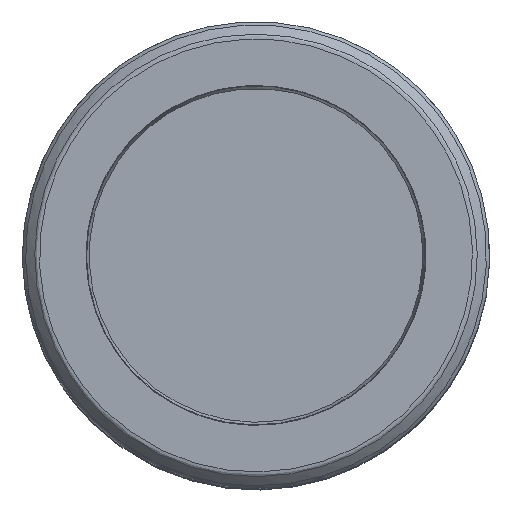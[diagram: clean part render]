
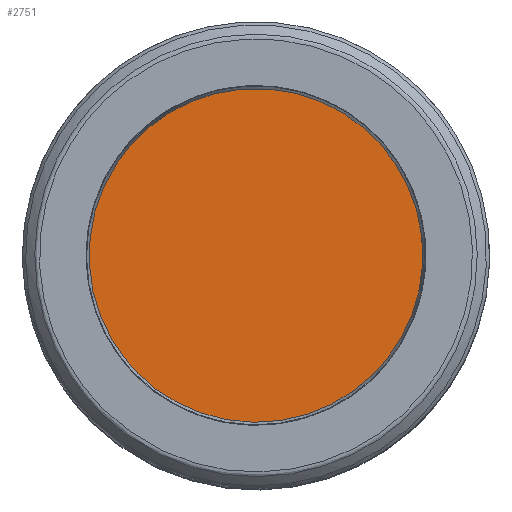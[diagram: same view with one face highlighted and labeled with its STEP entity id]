
A CAD part, top view. The second image highlights one B-rep face of the part: STEP entity #2751.
In plain terms, the highlighted free-form (B-spline) face has degree [1, 1] with [2, 2] control points.
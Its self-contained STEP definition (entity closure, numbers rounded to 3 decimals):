
#2676=CARTESIAN_POINT('',(16.122,0.,0.));
#2677=CARTESIAN_POINT('',(0.,-16.122,0.));
#2678=CARTESIAN_POINT('',(0.,16.122,0.));
#2679=CARTESIAN_POINT('',(-16.122,0.,0.));
#2680=B_SPLINE_SURFACE_WITH_KNOTS('',1,1,((#2676,#2677),(#2678,#2679)),.PLANE_SURF.,.F.,.F.,.U.,(2,2),(2,2),(-1.,2.),(-1.,2.),.UNSPECIFIED.);
#2681=CARTESIAN_POINT('',(-2.98,2.358,0.));
#2682=VERTEX_POINT('',#2681);
#2683=CARTESIAN_POINT('',(2.358,-2.98,0.));
#2684=VERTEX_POINT('',#2683);
#2685=CARTESIAN_POINT('',(-2.98,2.358,0.));
#2686=CARTESIAN_POINT('',(-5.079,-0.295,0.));
#2687=CARTESIAN_POINT('',(-2.687,-2.687,0.));
#2688=CARTESIAN_POINT('',(-0.295,-5.079,0.));
#2689=CARTESIAN_POINT('',(2.358,-2.98,0.));
#2690=(BOUNDED_CURVE()B_SPLINE_CURVE(2,(#2685,#2686,#2687,#2688,#2689),.CIRCULAR_ARC.,.F.,.U.)B_SPLINE_CURVE_WITH_KNOTS((3,2,3),(0.02,0.25,0.48),.UNSPECIFIED.)CURVE()GEOMETRIC_REPRESENTATION_ITEM()RATIONAL_B_SPLINE_CURVE((0.957,0.731,1.,0.731,0.957))REPRESENTATION_ITEM(''));
#2691=EDGE_CURVE('',#2682,#2684,#2690,.T.);
#2692=ORIENTED_EDGE('',*,*,#2691,.T.);
#2693=CARTESIAN_POINT('',(2.291,-2.913,0.));
#2694=VERTEX_POINT('',#2693);
#2695=CARTESIAN_POINT('',(2.291,-2.913,0.));
#2696=CARTESIAN_POINT('',(2.358,-2.98,0.));
#2697=B_SPLINE_CURVE_WITH_KNOTS('',1,(#2695,#2696),.POLYLINE_FORM.,.F.,.U.,(2,2),(0.,0.319),.UNSPECIFIED.);
#2698=EDGE_CURVE('',#2694,#2684,#2697,.T.);
#2699=ORIENTED_EDGE('',*,*,#2698,.F.);
#2700=CARTESIAN_POINT('',(2.913,-2.291,0.));
#2701=VERTEX_POINT('',#2700);
#2702=CARTESIAN_POINT('',(2.913,-2.291,0.));
#2703=CARTESIAN_POINT('',(2.602,-1.98,0.));
#2704=CARTESIAN_POINT('',(2.291,-2.291,0.));
#2705=CARTESIAN_POINT('',(1.98,-2.602,0.));
#2706=CARTESIAN_POINT('',(2.291,-2.913,0.));
#2707=(BOUNDED_CURVE()B_SPLINE_CURVE(2,(#2702,#2703,#2704,#2705,#2706),.CIRCULAR_ARC.,.F.,.U.)B_SPLINE_CURVE_WITH_KNOTS((3,2,3),(0.,0.5,1.),.UNSPECIFIED.)CURVE()GEOMETRIC_REPRESENTATION_ITEM()RATIONAL_B_SPLINE_CURVE((1.,0.707,1.,0.707,1.))REPRESENTATION_ITEM(''));
#2708=EDGE_CURVE('',#2701,#2694,#2707,.T.);
#2709=ORIENTED_EDGE('',*,*,#2708,.F.);
#2710=CARTESIAN_POINT('',(2.98,-2.358,0.));
#2711=VERTEX_POINT('',#2710);
#2712=CARTESIAN_POINT('',(2.98,-2.358,0.));
#2713=CARTESIAN_POINT('',(2.913,-2.291,0.));
#2714=B_SPLINE_CURVE_WITH_KNOTS('',1,(#2712,#2713),.POLYLINE_FORM.,.F.,.U.,(2,2),(0.681,1.),.UNSPECIFIED.);
#2715=EDGE_CURVE('',#2711,#2701,#2714,.T.);
#2716=ORIENTED_EDGE('',*,*,#2715,.F.);
#2717=CARTESIAN_POINT('',(-2.358,2.98,0.));
#2718=VERTEX_POINT('',#2717);
#2719=CARTESIAN_POINT('',(2.98,-2.358,0.));
#2720=CARTESIAN_POINT('',(5.079,0.295,0.));
#2721=CARTESIAN_POINT('',(2.687,2.687,0.));
#2722=CARTESIAN_POINT('',(0.295,5.079,0.));
#2723=CARTESIAN_POINT('',(-2.358,2.98,0.));
#2724=(BOUNDED_CURVE()B_SPLINE_CURVE(2,(#2719,#2720,#2721,#2722,#2723),.CIRCULAR_ARC.,.F.,.U.)B_SPLINE_CURVE_WITH_KNOTS((3,2,3),(0.52,0.75,0.98),.UNSPECIFIED.)CURVE()GEOMETRIC_REPRESENTATION_ITEM()RATIONAL_B_SPLINE_CURVE((0.957,0.731,1.,0.731,0.957))REPRESENTATION_ITEM(''));
#2725=EDGE_CURVE('',#2711,#2718,#2724,.T.);
#2726=ORIENTED_EDGE('',*,*,#2725,.T.);
#2727=CARTESIAN_POINT('',(-2.291,2.913,0.));
#2728=VERTEX_POINT('',#2727);
#2729=CARTESIAN_POINT('',(-2.291,2.913,0.));
#2730=CARTESIAN_POINT('',(-2.358,2.98,0.));
#2731=B_SPLINE_CURVE_WITH_KNOTS('',1,(#2729,#2730),.POLYLINE_FORM.,.F.,.U.,(2,2),(0.,0.319),.UNSPECIFIED.);
#2732=EDGE_CURVE('',#2728,#2718,#2731,.T.);
#2733=ORIENTED_EDGE('',*,*,#2732,.F.);
#2734=CARTESIAN_POINT('',(-2.913,2.291,0.));
#2735=VERTEX_POINT('',#2734);
#2736=CARTESIAN_POINT('',(-2.913,2.291,0.));
#2737=CARTESIAN_POINT('',(-2.602,1.98,0.));
#2738=CARTESIAN_POINT('',(-2.291,2.291,0.));
#2739=CARTESIAN_POINT('',(-1.98,2.602,0.));
#2740=CARTESIAN_POINT('',(-2.291,2.913,0.));
#2741=(BOUNDED_CURVE()B_SPLINE_CURVE(2,(#2736,#2737,#2738,#2739,#2740),.CIRCULAR_ARC.,.F.,.U.)B_SPLINE_CURVE_WITH_KNOTS((3,2,3),(0.,0.5,1.),.UNSPECIFIED.)CURVE()GEOMETRIC_REPRESENTATION_ITEM()RATIONAL_B_SPLINE_CURVE((1.,0.707,1.,0.707,1.))REPRESENTATION_ITEM(''));
#2742=EDGE_CURVE('',#2735,#2728,#2741,.T.);
#2743=ORIENTED_EDGE('',*,*,#2742,.F.);
#2744=CARTESIAN_POINT('',(-2.98,2.358,0.));
#2745=CARTESIAN_POINT('',(-2.913,2.291,0.));
#2746=B_SPLINE_CURVE_WITH_KNOTS('',1,(#2744,#2745),.POLYLINE_FORM.,.F.,.U.,(2,2),(0.681,1.),.UNSPECIFIED.);
#2747=EDGE_CURVE('',#2682,#2735,#2746,.T.);
#2748=ORIENTED_EDGE('',*,*,#2747,.F.);
#2749=EDGE_LOOP('',(#2692,#2699,#2709,#2716,#2726,#2733,#2743,#2748));
#2750=FACE_OUTER_BOUND('',#2749,.T.);
#2751=ADVANCED_FACE('',(#2750),#2680,.T.);
